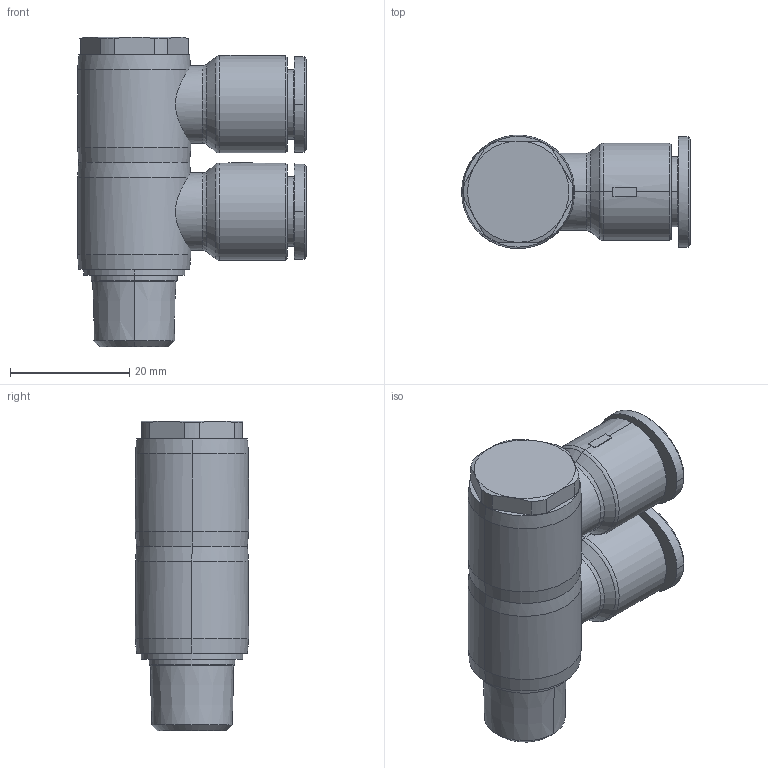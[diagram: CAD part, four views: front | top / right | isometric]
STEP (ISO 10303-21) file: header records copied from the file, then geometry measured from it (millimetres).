
FILE_DESCRIPTION((''),'2;1');
FILE_NAME('GPH_1002(2)(3D).stp','2012-12-20T16:23:09',(''),(''),'Mechanical Desktop.R8.0.24.0','Mechanical Desktop.R8.0.24.0',', , ');
FILE_SCHEMA(('CONFIG_CONTROL_DESIGN'));
Length unit declared in the file: millimetre
Products named in the file (2): GPH_1002(2)(3D); 睡ヶ1
Assembly tree (1 placements, depth 2):
  GPH_1002(2)(3D)
    睡ヶ1
Bounding box: 38.4 x 19 x 52 mm (x, y, z)
Volume: 14875.9 mm3; surface area: 8457.3 mm2
Topology: 1 solids, 1 shells, 880 faces, 2486 edges, 1639 vertices
Faces by surface type: plane 782, cone 40, cylinder 34, bspline 20, torus 4
Entity records: 29029 total; most frequent: CARTESIAN_POINT 6197, ORIENTED_EDGE 4968, DIRECTION 4286, EDGE_CURVE 2484, VECTOR 2306, LINE 2306, VERTEX_POINT 1639, AXIS2_PLACEMENT_3D 990
